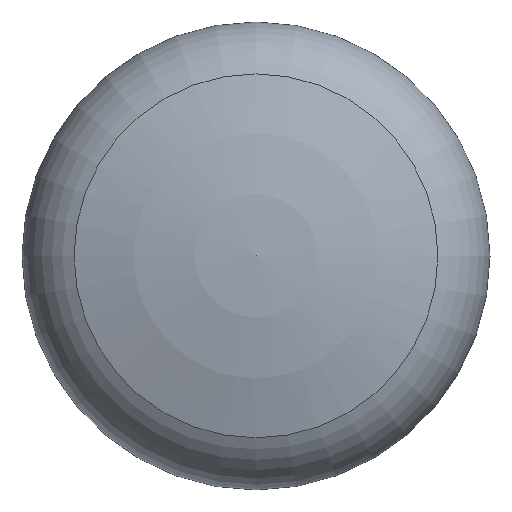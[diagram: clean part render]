
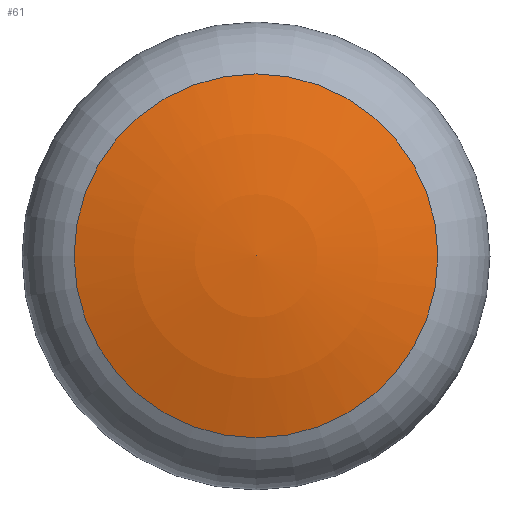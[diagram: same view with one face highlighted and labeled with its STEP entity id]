
A CAD part, top view. The second image highlights one B-rep face of the part: STEP entity #61.
In plain terms, the highlighted spherical face has radius 65 mm.
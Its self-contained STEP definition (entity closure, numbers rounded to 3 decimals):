
#61 = ADVANCED_FACE( '', ( #128 ), #129, .T. );
#128 = FACE_OUTER_BOUND( '', #186, .T. );
#129 = SPHERICAL_SURFACE( '', #187, 65. );
#186 = EDGE_LOOP( '', ( #262 ) );
#187 = AXIS2_PLACEMENT_3D( '', #263, #264, #265 );
#262 = ORIENTED_EDGE( '', *, *, #290, .T. );
#263 = CARTESIAN_POINT( '', ( 0., 0., -35. ) );
#264 = DIRECTION( '', ( 0., 0., 1. ) );
#265 = DIRECTION( '', ( 1., 0., 0. ) );
#290 = EDGE_CURVE( '', #326, #326, #327, .T. );
#326 = VERTEX_POINT( '', #363 );
#327 = CIRCLE( '', #364, 19.439 );
#363 = CARTESIAN_POINT( '', ( 19.439, 0., 27.025 ) );
#364 = AXIS2_PLACEMENT_3D( '', #399, #400, #401 );
#399 = CARTESIAN_POINT( '', ( 0., 0., 27.025 ) );
#400 = DIRECTION( '', ( 0., 0., 1. ) );
#401 = DIRECTION( '', ( 1., 0., 0. ) );
